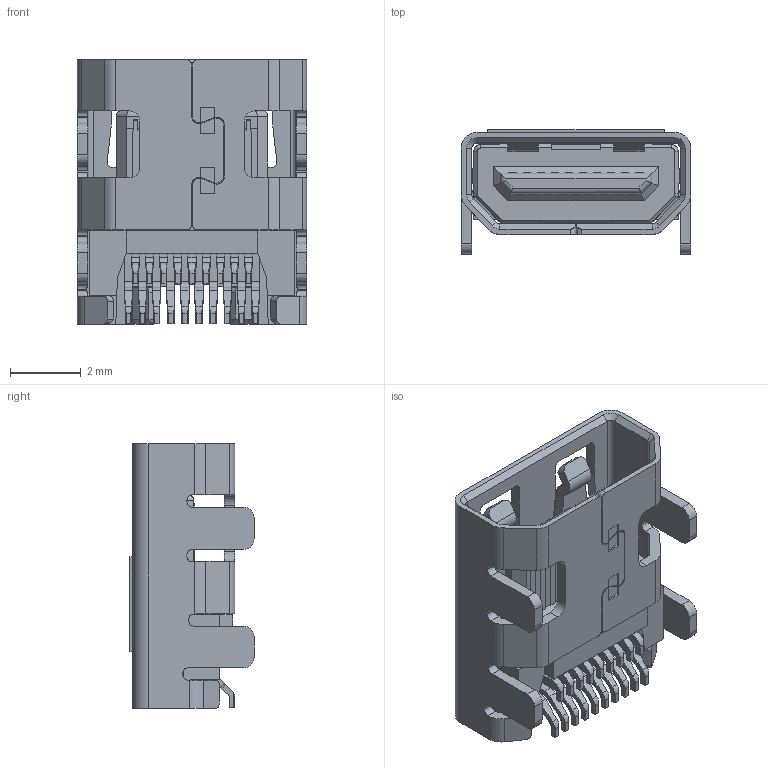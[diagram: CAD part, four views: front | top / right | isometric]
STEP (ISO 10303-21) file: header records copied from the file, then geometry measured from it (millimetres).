
FILE_DESCRIPTION(/* description */ (''),/* implementation_level */ '2;1');
FILE_NAME(/* name */ 'Female Micro HDMI Connector_ RPi4ModelB_ipt_be3b9b67.STEP',/* time_stamp */ '2024-05-28T14:29:25+01:00',/* author */ ('rlndo'),/* organization */ (''),/* preprocessor_version */ 'ST-DEVELOPER v16.13',/* originating_system */ 'Autodesk Inventor 2018',/* authorisation */ '');
FILE_SCHEMA (('AUTOMOTIVE_DESIGN { 1 0 10303 214 3 1 1 }'));
Length unit declared in the file: millimetre
Products named in the file (1): Female Micro HDMI Connector, RPi4ModelB
Bounding box: 6.5 x 3.52 x 7.5 mm (x, y, z)
Volume: 62.8 mm3; surface area: 365.6 mm2
Topology: 1 solids, 1 shells, 1057 faces, 3059 edges, 2020 vertices
Faces by surface type: plane 763, cylinder 278, cone 16
Entity records: 35157 total; most frequent: CARTESIAN_POINT 6161, ORIENTED_EDGE 6118, DIRECTION 5799, EDGE_CURVE 3059, LINE 2427, VECTOR 2427, VERTEX_POINT 2020, AXIS2_PLACEMENT_3D 1686
